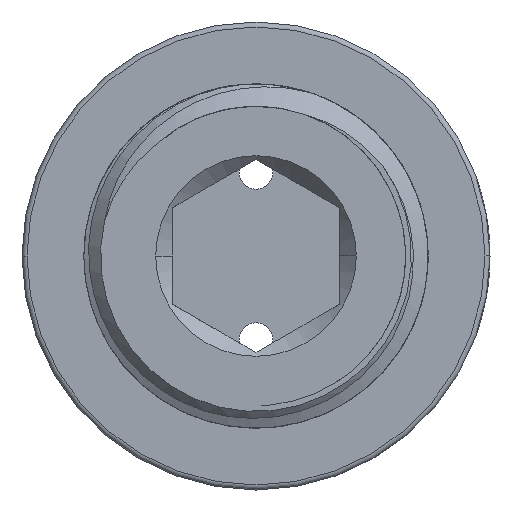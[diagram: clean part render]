
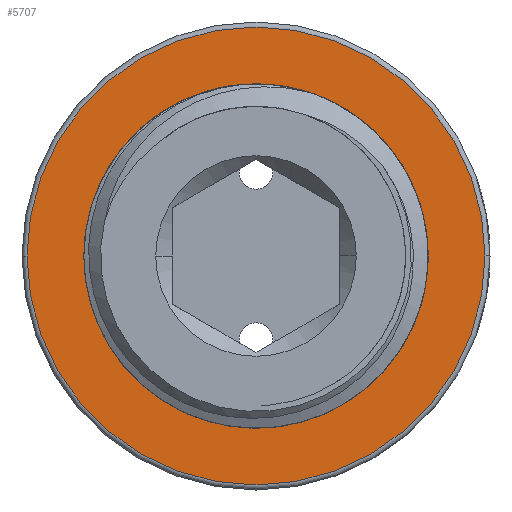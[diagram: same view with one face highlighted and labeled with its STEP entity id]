
A CAD part, front view. The second image highlights one B-rep face of the part: STEP entity #5707.
In plain terms, the highlighted planar face has unit normal (0, -1, 0).
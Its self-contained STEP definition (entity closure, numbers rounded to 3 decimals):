
#1974=CARTESIAN_POINT('',(0.,-190.,0.));
#1975=DIRECTION('',(0.,-1.,0.));
#1976=DIRECTION('',(1.,0.,0.));
#1977=AXIS2_PLACEMENT_3D('',#1974,#1975,#1976);
#1979=CARTESIAN_POINT('',(0.,-190.,0.));
#1980=DIRECTION('',(0.,1.,0.));
#1981=DIRECTION('',(1.,0.,0.));
#1982=AXIS2_PLACEMENT_3D('',#1979,#1980,#1981);
#1984=CARTESIAN_POINT('',(0.,-190.,0.));
#1985=DIRECTION('',(0.,1.,0.));
#1986=DIRECTION('',(1.,0.,0.));
#1987=AXIS2_PLACEMENT_3D('',#1984,#1985,#1986);
#1989=CARTESIAN_POINT('',(0.,-190.,0.));
#1990=DIRECTION('',(0.,1.,0.));
#1991=DIRECTION('',(-1.,0.,0.));
#1992=AXIS2_PLACEMENT_3D('',#1989,#1990,#1991);
#3813=CARTESIAN_POINT('',(9.,-190.,0.));
#3815=VERTEX_POINT('',#3813);
#3821=CARTESIAN_POINT('',(-9.,-190.,0.));
#3823=VERTEX_POINT('',#3821);
#3852=CARTESIAN_POINT('',(13.7,-190.,0.));
#3853=CARTESIAN_POINT('',(-13.7,-190.,0.));
#3854=VERTEX_POINT('',#3852);
#3855=VERTEX_POINT('',#3853);
#5692=CARTESIAN_POINT('',(0.,-190.,0.));
#5693=DIRECTION('',(0.,1.,0.));
#5694=DIRECTION('',(1.,0.,0.));
#5695=AXIS2_PLACEMENT_3D('',#5692,#5693,#5694);
#5696=PLANE('',#5695);
#5698=ORIENTED_EDGE('',*,*,#5697,.T.);
#5700=ORIENTED_EDGE('',*,*,#5699,.T.);
#5701=EDGE_LOOP('',(#5698,#5700));
#5702=FACE_OUTER_BOUND('',#5701,.F.);
#5703=ORIENTED_EDGE('',*,*,#5687,.T.);
#5704=ORIENTED_EDGE('',*,*,#5654,.F.);
#5705=EDGE_LOOP('',(#5703,#5704));
#5706=FACE_BOUND('',#5705,.F.);
#1978=CIRCLE('',#1977,9.);
#1983=CIRCLE('',#1982,9.);
#1988=CIRCLE('',#1987,13.7);
#1993=CIRCLE('',#1992,13.7);
#5654=EDGE_CURVE('',#3815,#3823,#1983,.T.);
#5687=EDGE_CURVE('',#3815,#3823,#1978,.T.);
#5697=EDGE_CURVE('',#3854,#3855,#1988,.T.);
#5699=EDGE_CURVE('',#3855,#3854,#1993,.T.);
#5707=ADVANCED_FACE('',(#5702,#5706),#5696,.F.);
